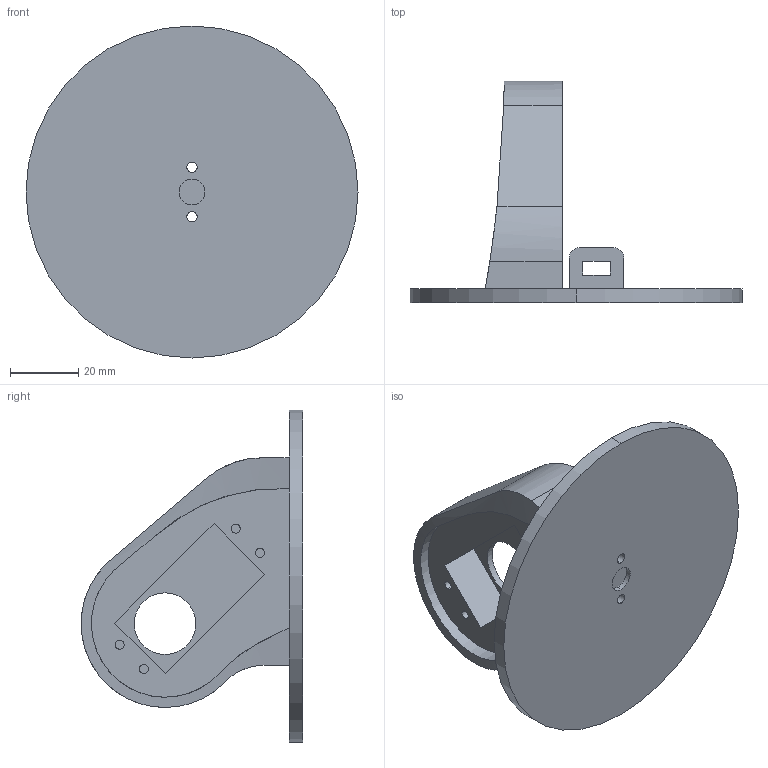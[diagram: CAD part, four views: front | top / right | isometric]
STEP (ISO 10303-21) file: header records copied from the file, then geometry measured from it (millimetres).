
FILE_DESCRIPTION (( 'STEP AP203' ), '1' );
FILE_NAME ('Waist_Default_sldprt.STEP', '2024-10-15T08:15:10', ( '' ), ( '' ), 'SwSTEP 2.0', 'SolidWorks 2024', '' );
FILE_SCHEMA (( 'CONFIG_CONTROL_DESIGN' ));
Length unit declared in the file: millimetre
Products named in the file (1): Waist_Default_sldprt
Bounding box: 97 x 64.78 x 97 mm (x, y, z)
Volume: 68038.4 mm3; surface area: 27126.4 mm2
Topology: 1 solids, 1 shells, 54 faces, 132 edges, 88 vertices
Faces by surface type: plane 27, cylinder 24, bspline 3
Entity records: 1863 total; most frequent: CARTESIAN_POINT 478, DIRECTION 268, ORIENTED_EDGE 264, EDGE_CURVE 132, AXIS2_PLACEMENT_3D 96, VERTEX_POINT 88, VECTOR 76, LINE 76
